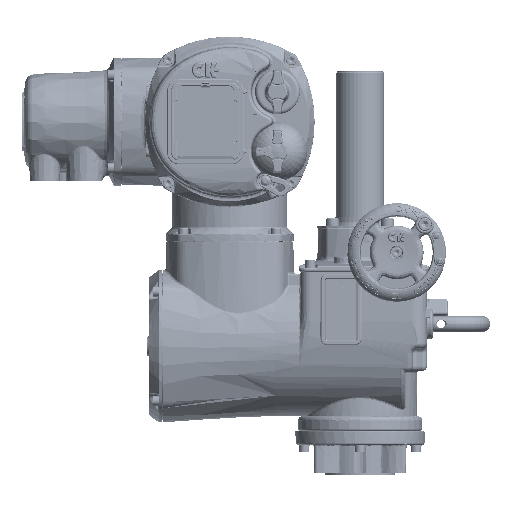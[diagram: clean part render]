
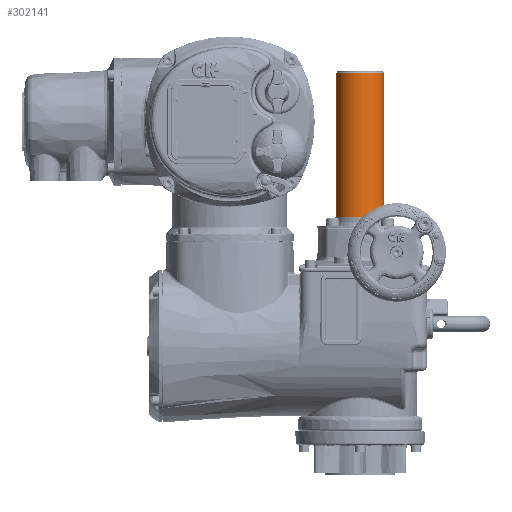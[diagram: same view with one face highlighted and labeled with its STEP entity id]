
A CAD part, front view. The second image highlights one B-rep face of the part: STEP entity #302141.
In plain terms, the highlighted cylindrical face has radius 24 mm (diameter 48 mm), a full revolution.
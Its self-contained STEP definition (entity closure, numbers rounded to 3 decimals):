
#45113=CYLINDRICAL_SURFACE('',#316348,24.);
#52807=ORIENTED_EDGE('',*,*,#114354,.T.);
#52808=ORIENTED_EDGE('',*,*,#114349,.T.);
#114349=EDGE_CURVE('',#145390,#145390,#163953,.T.);
#114354=EDGE_CURVE('',#145395,#145395,#163958,.T.);
#145390=VERTEX_POINT('',#402069);
#145395=VERTEX_POINT('',#402082);
#163953=CIRCLE('',#316341,24.);
#163958=CIRCLE('',#316349,24.);
#170925=EDGE_LOOP('',(#52807));
#170926=EDGE_LOOP('',(#52808));
#185969=FACE_BOUND('',#170925,.T.);
#185970=FACE_BOUND('',#170926,.T.);
#302141=ADVANCED_FACE('',(#185969,#185970),#45113,.T.);
#316341=AXIS2_PLACEMENT_3D('',#402068,#336913,#336914);
#316348=AXIS2_PLACEMENT_3D('',#402080,#336927,#336928);
#316349=AXIS2_PLACEMENT_3D('',#402081,#336929,#336930);
#336913=DIRECTION('',(0.,0.,1.));
#336914=DIRECTION('',(-0.707,0.707,0.));
#336927=DIRECTION('',(0.,0.,-1.));
#336928=DIRECTION('',(0.707,-0.707,0.));
#336929=DIRECTION('',(0.,0.,-1.));
#336930=DIRECTION('',(-0.707,0.707,0.));
#402068=CARTESIAN_POINT('',(0.,0.,107.5));
#402069=CARTESIAN_POINT('',(-16.971,16.971,107.5));
#402080=CARTESIAN_POINT('',(0.,0.,252.5));
#402081=CARTESIAN_POINT('',(0.,0.,252.5));
#402082=CARTESIAN_POINT('',(-16.971,16.971,252.5));
